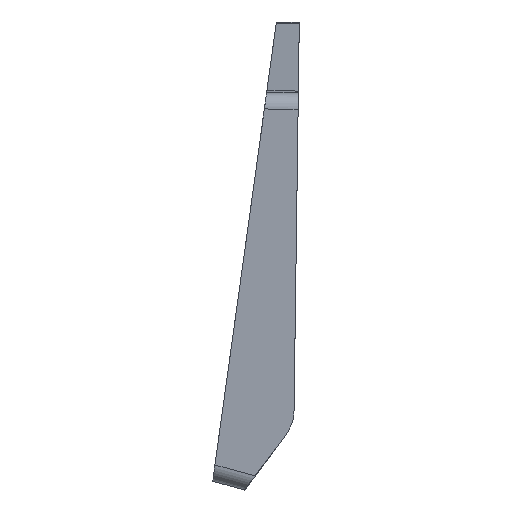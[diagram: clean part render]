
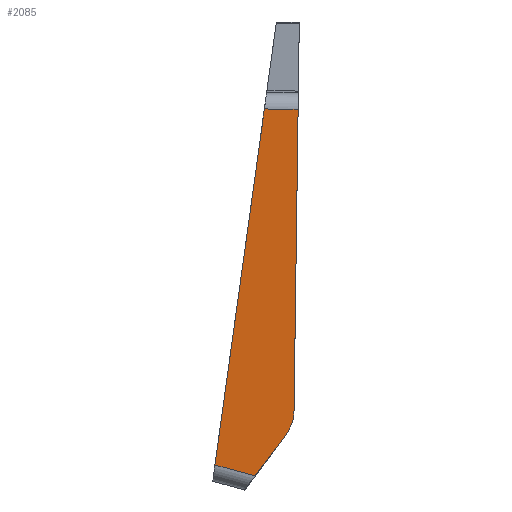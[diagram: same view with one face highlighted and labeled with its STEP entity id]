
A CAD part, left-side view. The second image highlights one B-rep face of the part: STEP entity #2085.
In plain terms, the highlighted face is planar.
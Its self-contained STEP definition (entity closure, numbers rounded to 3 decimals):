
#231=FACE_OUTER_BOUND('',#349,.T.);
#349=EDGE_LOOP('',(#1401,#1402,#1403,#1404,#1405,#1406));
#499=ELLIPSE('',#2219,12.812,12.7);
#533=LINE('',#3106,#701);
#534=LINE('',#3110,#702);
#535=LINE('',#3112,#703);
#536=LINE('',#3114,#704);
#537=LINE('',#3115,#705);
#701=VECTOR('',#2461,10.);
#702=VECTOR('',#2464,10.);
#703=VECTOR('',#2465,10.);
#704=VECTOR('',#2466,10.);
#705=VECTOR('',#2467,10.);
#869=VERTEX_POINT('',#3104);
#870=VERTEX_POINT('',#3105);
#871=VERTEX_POINT('',#3107);
#872=VERTEX_POINT('',#3109);
#873=VERTEX_POINT('',#3111);
#874=VERTEX_POINT('',#3113);
#1085=EDGE_CURVE('',#869,#870,#533,.T.);
#1086=EDGE_CURVE('',#871,#869,#499,.T.);
#1087=EDGE_CURVE('',#872,#871,#534,.T.);
#1088=EDGE_CURVE('',#873,#872,#535,.T.);
#1089=EDGE_CURVE('',#873,#874,#536,.T.);
#1090=EDGE_CURVE('',#874,#870,#537,.T.);
#1401=ORIENTED_EDGE('',*,*,#1085,.F.);
#1402=ORIENTED_EDGE('',*,*,#1086,.F.);
#1403=ORIENTED_EDGE('',*,*,#1087,.F.);
#1404=ORIENTED_EDGE('',*,*,#1088,.F.);
#1405=ORIENTED_EDGE('',*,*,#1089,.T.);
#1406=ORIENTED_EDGE('',*,*,#1090,.T.);
#2033=PLANE('',#2218);
#2085=ADVANCED_FACE('',(#231),#2033,.T.);
#2218=AXIS2_PLACEMENT_3D('',#3103,#2459,#2460);
#2219=AXIS2_PLACEMENT_3D('',#3108,#2462,#2463);
#2459=DIRECTION('center_axis',(-0.991,0.,0.132));
#2460=DIRECTION('ref_axis',(0.132,0.,0.991));
#2461=DIRECTION('',(0.065,0.872,0.485));
#2462=DIRECTION('center_axis',(0.991,0.,-0.132));
#2463=DIRECTION('ref_axis',(-0.132,0.,-0.991));
#2464=DIRECTION('',(-0.017,0.992,-0.124));
#2465=DIRECTION('',(-0.131,-0.131,-0.983));
#2466=DIRECTION('',(0.,1.,0.));
#2467=DIRECTION('',(-0.131,0.131,-0.983));
#3103=CARTESIAN_POINT('Origin',(-20.721,-100.33,-6.35));
#3104=CARTESIAN_POINT('',(-22.571,3.75,-20.226));
#3105=CARTESIAN_POINT('',(-21.56,17.394,-12.646));
#3106=CARTESIAN_POINT('',(-24.797,-26.307,-36.924));
#3107=CARTESIAN_POINT('',(-22.771,-3.993,-21.726));
#3108=CARTESIAN_POINT('Origin',(-21.09,-2.417,-9.124));
#3109=CARTESIAN_POINT('',(-21.24,-95.814,-10.248));
#3110=CARTESIAN_POINT('',(-20.884,-117.221,-7.572));
#3111=CARTESIAN_POINT('',(-19.874,-94.448,0.));
#3112=CARTESIAN_POINT('',(-19.874,-94.448,0.));
#3113=CARTESIAN_POINT('',(-19.874,15.708,0.));
#3114=CARTESIAN_POINT('',(-19.874,-94.448,0.));
#3115=CARTESIAN_POINT('',(-19.874,15.708,0.));
